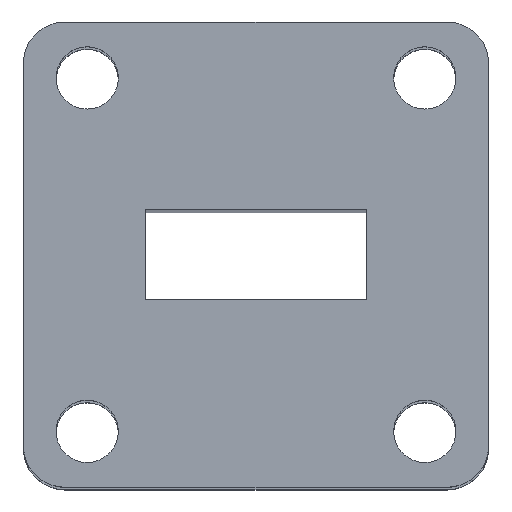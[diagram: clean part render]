
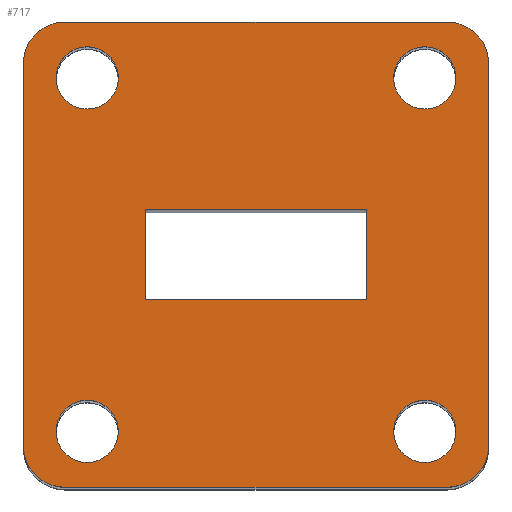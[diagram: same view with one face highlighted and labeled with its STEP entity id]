
A CAD part, top view. The second image highlights one B-rep face of the part: STEP entity #717.
In plain terms, the highlighted planar face has unit normal (0, 0, 1).
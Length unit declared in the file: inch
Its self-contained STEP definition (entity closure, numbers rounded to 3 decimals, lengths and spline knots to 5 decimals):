
#4 = CARTESIAN_POINT ( 'NONE',  ( 0., 0., 1.5 ) ) ;
#13 = AXIS2_PLACEMENT_3D ( 'NONE', #4, #1258, #379 ) ;
#18 = DIRECTION ( 'NONE',  ( 0., 0., 1. ) ) ;
#38 = CARTESIAN_POINT ( 'NONE',  ( -0.3622, -0.44094, 1.5 ) ) ;
#41 = LINE ( 'NONE', #229, #492 ) ;
#60 = CARTESIAN_POINT ( 'NONE',  ( 0.21, 0.085, 1.5 ) ) ;
#62 = DIRECTION ( 'NONE',  ( 1., 0., 0. ) ) ;
#63 = CARTESIAN_POINT ( 'NONE',  ( 0.44094, 0.3622, 1.5 ) ) ;
#70 = VERTEX_POINT ( 'NONE', #1111 ) ;
#74 = DIRECTION ( 'NONE',  ( 1., 0., 0. ) ) ;
#81 = CARTESIAN_POINT ( 'NONE',  ( 0.26094, 0.335, 1.5 ) ) ;
#85 = ORIENTED_EDGE ( 'NONE', *, *, #1235, .T. ) ;
#89 = LINE ( 'NONE', #253, #1169 ) ;
#105 = CIRCLE ( 'NONE', #367, 0.07874 ) ;
#106 = VECTOR ( 'NONE', #726, 39.37008 ) ;
#109 = VERTEX_POINT ( 'NONE', #787 ) ;
#111 = AXIS2_PLACEMENT_3D ( 'NONE', #1051, #648, #422 ) ;
#119 = VERTEX_POINT ( 'NONE', #63 ) ;
#132 = CIRCLE ( 'NONE', #384, 0.05906 ) ;
#144 = DIRECTION ( 'NONE',  ( -1., 0., 0. ) ) ;
#162 = ORIENTED_EDGE ( 'NONE', *, *, #170, .T. ) ;
#170 = EDGE_CURVE ( 'NONE', #552, #552, #1174, .T. ) ;
#175 = CARTESIAN_POINT ( 'NONE',  ( -0.37906, 0.335, 1.5 ) ) ;
#186 = AXIS2_PLACEMENT_3D ( 'NONE', #1198, #1099, #144 ) ;
#198 = CARTESIAN_POINT ( 'NONE',  ( -0.32, 0.335, 1.5 ) ) ;
#200 = CIRCLE ( 'NONE', #111, 0.05906 ) ;
#209 = LINE ( 'NONE', #1251, #1260 ) ;
#223 = ORIENTED_EDGE ( 'NONE', *, *, #971, .T. ) ;
#229 = CARTESIAN_POINT ( 'NONE',  ( 0.21, 0.085, 1.5 ) ) ;
#235 = VERTEX_POINT ( 'NONE', #347 ) ;
#236 = VERTEX_POINT ( 'NONE', #969 ) ;
#241 = VERTEX_POINT ( 'NONE', #38 ) ;
#242 = CARTESIAN_POINT ( 'NONE',  ( 0.32, 0.335, 1.5 ) ) ;
#253 = CARTESIAN_POINT ( 'NONE',  ( 0.21, -0.085, 1.5 ) ) ;
#290 = VERTEX_POINT ( 'NONE', #1344 ) ;
#302 = CARTESIAN_POINT ( 'NONE',  ( 0.3622, -0.44094, 1.5 ) ) ;
#346 = CARTESIAN_POINT ( 'NONE',  ( -0.3622, 0.3622, 1.5 ) ) ;
#347 = CARTESIAN_POINT ( 'NONE',  ( 0.44094, -0.3622, 1.5 ) ) ;
#356 = ORIENTED_EDGE ( 'NONE', *, *, #525, .T. ) ;
#367 = AXIS2_PLACEMENT_3D ( 'NONE', #798, #447, #876 ) ;
#379 = DIRECTION ( 'NONE',  ( 1., 0., 0. ) ) ;
#384 = AXIS2_PLACEMENT_3D ( 'NONE', #198, #1247, #1142 ) ;
#385 = EDGE_CURVE ( 'NONE', #236, #241, #105, .T. ) ;
#398 = EDGE_LOOP ( 'NONE', ( #85, #976, #1302, #984 ) ) ;
#407 = ORIENTED_EDGE ( 'NONE', *, *, #1329, .T. ) ;
#409 = CARTESIAN_POINT ( 'NONE',  ( 0.44094, -0.44094, 1.5 ) ) ;
#419 = CARTESIAN_POINT ( 'NONE',  ( 0.3622, -0.3622, 1.5 ) ) ;
#422 = DIRECTION ( 'NONE',  ( -1., 0., 0. ) ) ;
#441 = LINE ( 'NONE', #409, #106 ) ;
#447 = DIRECTION ( 'NONE',  ( 0., 0., 1. ) ) ;
#448 = CIRCLE ( 'NONE', #765, 0.07874 ) ;
#455 = EDGE_CURVE ( 'NONE', #611, #1136, #89, .T. ) ;
#465 = ORIENTED_EDGE ( 'NONE', *, *, #1223, .T. ) ;
#485 = EDGE_LOOP ( 'NONE', ( #162 ) ) ;
#486 = CARTESIAN_POINT ( 'NONE',  ( 0.26094, -0.335, 1.5 ) ) ;
#492 = VECTOR ( 'NONE', #860, 39.37008 ) ;
#493 = CARTESIAN_POINT ( 'NONE',  ( -0.3622, 0.44094, 1.5 ) ) ;
#525 = EDGE_CURVE ( 'NONE', #1167, #1167, #1102, .T. ) ;
#534 = CARTESIAN_POINT ( 'NONE',  ( -0.21, -0.085, 1.5 ) ) ;
#539 = DIRECTION ( 'NONE',  ( 0., -1., 0. ) ) ;
#545 = EDGE_CURVE ( 'NONE', #1305, #109, #861, .T. ) ;
#552 = VERTEX_POINT ( 'NONE', #81 ) ;
#568 = ORIENTED_EDGE ( 'NONE', *, *, #385, .T. ) ;
#576 = ORIENTED_EDGE ( 'NONE', *, *, #895, .F. ) ;
#595 = CARTESIAN_POINT ( 'NONE',  ( 0.44094, 0.44094, 1.5 ) ) ;
#611 = VERTEX_POINT ( 'NONE', #60 ) ;
#619 = DIRECTION ( 'NONE',  ( -1., 0., 0. ) ) ;
#638 = FACE_BOUND ( 'NONE', #1037, .T. ) ;
#642 = DIRECTION ( 'NONE',  ( 0., 1., 0. ) ) ;
#643 = CARTESIAN_POINT ( 'NONE',  ( -0.44094, -0.44094, 1.5 ) ) ;
#648 = DIRECTION ( 'NONE',  ( 0., 0., -1. ) ) ;
#650 = CARTESIAN_POINT ( 'NONE',  ( 0.44094, -0.44094, 1.5 ) ) ;
#717 = ADVANCED_FACE ( 'NONE', ( #1246, #785, #884, #638, #1209, #1165 ), #940, .T. ) ;
#726 = DIRECTION ( 'NONE',  ( -1., 0., 0. ) ) ;
#750 = CARTESIAN_POINT ( 'NONE',  ( 0.21, -0.085, 1.5 ) ) ;
#762 = ORIENTED_EDGE ( 'NONE', *, *, #927, .T. ) ;
#765 = AXIS2_PLACEMENT_3D ( 'NONE', #419, #18, #942 ) ;
#772 = DIRECTION ( 'NONE',  ( 0., 0., -1. ) ) ;
#775 = LINE ( 'NONE', #650, #1017 ) ;
#785 = FACE_OUTER_BOUND ( 'NONE', #911, .T. ) ;
#787 = CARTESIAN_POINT ( 'NONE',  ( -0.44094, 0.3622, 1.5 ) ) ;
#798 = CARTESIAN_POINT ( 'NONE',  ( -0.3622, -0.3622, 1.5 ) ) ;
#816 = DIRECTION ( 'NONE',  ( 1., 0., 0. ) ) ;
#827 = AXIS2_PLACEMENT_3D ( 'NONE', #242, #772, #973 ) ;
#834 = ORIENTED_EDGE ( 'NONE', *, *, #1036, .F. ) ;
#855 = EDGE_LOOP ( 'NONE', ( #356 ) ) ;
#860 = DIRECTION ( 'NONE',  ( 1., 0., 0. ) ) ;
#861 = CIRCLE ( 'NONE', #1225, 0.07874 ) ;
#864 = VERTEX_POINT ( 'NONE', #302 ) ;
#871 = CARTESIAN_POINT ( 'NONE',  ( 0.3622, 0.44094, 1.5 ) ) ;
#876 = DIRECTION ( 'NONE',  ( 1., 0., 0. ) ) ;
#884 = FACE_BOUND ( 'NONE', #485, .T. ) ;
#886 = CIRCLE ( 'NONE', #1162, 0.07874 ) ;
#895 = EDGE_CURVE ( 'NONE', #1305, #1270, #1078, .T. ) ;
#906 = DIRECTION ( 'NONE',  ( 0., 0., 1. ) ) ;
#911 = EDGE_LOOP ( 'NONE', ( #1020, #223, #1038, #407, #576, #1217, #834, #568 ) ) ;
#927 = EDGE_CURVE ( 'NONE', #1031, #1031, #132, .T. ) ;
#940 = PLANE ( 'NONE',  #13 ) ;
#942 = DIRECTION ( 'NONE',  ( 1., 0., 0. ) ) ;
#969 = CARTESIAN_POINT ( 'NONE',  ( -0.44094, -0.3622, 1.5 ) ) ;
#971 = EDGE_CURVE ( 'NONE', #864, #235, #448, .T. ) ;
#973 = DIRECTION ( 'NONE',  ( -1., 0., 0. ) ) ;
#974 = EDGE_CURVE ( 'NONE', #1136, #290, #209, .T. ) ;
#976 = ORIENTED_EDGE ( 'NONE', *, *, #1101, .T. ) ;
#984 = ORIENTED_EDGE ( 'NONE', *, *, #974, .T. ) ;
#1017 = VECTOR ( 'NONE', #539, 39.37008 ) ;
#1020 = ORIENTED_EDGE ( 'NONE', *, *, #1056, .F. ) ;
#1031 = VERTEX_POINT ( 'NONE', #175 ) ;
#1035 = VECTOR ( 'NONE', #1159, 39.37008 ) ;
#1036 = EDGE_CURVE ( 'NONE', #236, #109, #1296, .T. ) ;
#1037 = EDGE_LOOP ( 'NONE', ( #762 ) ) ;
#1038 = ORIENTED_EDGE ( 'NONE', *, *, #1108, .F. ) ;
#1051 = CARTESIAN_POINT ( 'NONE',  ( -0.32, -0.335, 1.5 ) ) ;
#1056 = EDGE_CURVE ( 'NONE', #864, #241, #441, .T. ) ;
#1078 = LINE ( 'NONE', #595, #1277 ) ;
#1088 = LINE ( 'NONE', #534, #1117 ) ;
#1096 = DIRECTION ( 'NONE',  ( 0., -1., 0. ) ) ;
#1099 = DIRECTION ( 'NONE',  ( 0., 0., -1. ) ) ;
#1101 = EDGE_CURVE ( 'NONE', #1135, #611, #41, .T. ) ;
#1102 = CIRCLE ( 'NONE', #186, 0.05906 ) ;
#1107 = DIRECTION ( 'NONE',  ( 0., 0., 1. ) ) ;
#1108 = EDGE_CURVE ( 'NONE', #119, #235, #775, .T. ) ;
#1111 = CARTESIAN_POINT ( 'NONE',  ( -0.37906, -0.335, 1.5 ) ) ;
#1117 = VECTOR ( 'NONE', #642, 39.37008 ) ;
#1135 = VERTEX_POINT ( 'NONE', #1274 ) ;
#1136 = VERTEX_POINT ( 'NONE', #750 ) ;
#1142 = DIRECTION ( 'NONE',  ( -1., 0., 0. ) ) ;
#1159 = DIRECTION ( 'NONE',  ( 0., 1., 0. ) ) ;
#1162 = AXIS2_PLACEMENT_3D ( 'NONE', #1335, #906, #816 ) ;
#1165 = FACE_BOUND ( 'NONE', #855, .T. ) ;
#1167 = VERTEX_POINT ( 'NONE', #486 ) ;
#1169 = VECTOR ( 'NONE', #1096, 39.37008 ) ;
#1174 = CIRCLE ( 'NONE', #827, 0.05906 ) ;
#1198 = CARTESIAN_POINT ( 'NONE',  ( 0.32, -0.335, 1.5 ) ) ;
#1209 = FACE_BOUND ( 'NONE', #1303, .T. ) ;
#1217 = ORIENTED_EDGE ( 'NONE', *, *, #545, .T. ) ;
#1223 = EDGE_CURVE ( 'NONE', #70, #70, #200, .T. ) ;
#1225 = AXIS2_PLACEMENT_3D ( 'NONE', #346, #1107, #62 ) ;
#1235 = EDGE_CURVE ( 'NONE', #290, #1135, #1088, .T. ) ;
#1246 = FACE_BOUND ( 'NONE', #398, .T. ) ;
#1247 = DIRECTION ( 'NONE',  ( 0., 0., -1. ) ) ;
#1251 = CARTESIAN_POINT ( 'NONE',  ( 0.21, -0.085, 1.5 ) ) ;
#1258 = DIRECTION ( 'NONE',  ( 0., 0., 1. ) ) ;
#1260 = VECTOR ( 'NONE', #619, 39.37008 ) ;
#1270 = VERTEX_POINT ( 'NONE', #871 ) ;
#1274 = CARTESIAN_POINT ( 'NONE',  ( -0.21, 0.085, 1.5 ) ) ;
#1277 = VECTOR ( 'NONE', #74, 39.37008 ) ;
#1296 = LINE ( 'NONE', #643, #1035 ) ;
#1302 = ORIENTED_EDGE ( 'NONE', *, *, #455, .T. ) ;
#1303 = EDGE_LOOP ( 'NONE', ( #465 ) ) ;
#1305 = VERTEX_POINT ( 'NONE', #493 ) ;
#1329 = EDGE_CURVE ( 'NONE', #119, #1270, #886, .T. ) ;
#1335 = CARTESIAN_POINT ( 'NONE',  ( 0.3622, 0.3622, 1.5 ) ) ;
#1344 = CARTESIAN_POINT ( 'NONE',  ( -0.21, -0.085, 1.5 ) ) ;
